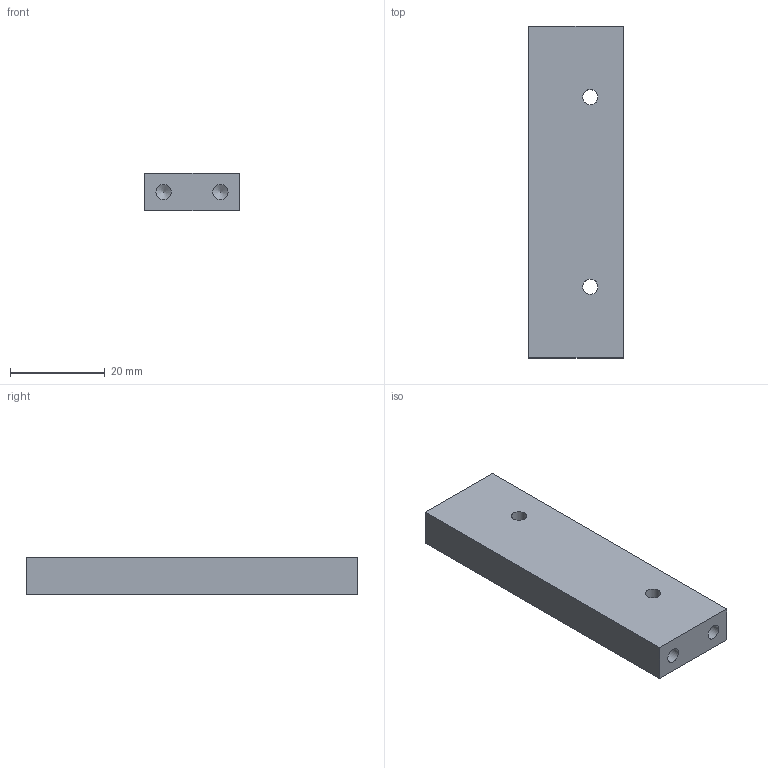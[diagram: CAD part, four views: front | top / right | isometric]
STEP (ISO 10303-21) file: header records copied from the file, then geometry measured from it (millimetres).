
FILE_DESCRIPTION(/* description */ (''),/* implementation_level */ '2;1');
FILE_NAME(/* name */ 'lower_camera_holder.stp',/* time_stamp */ '2019-02-14T14:59:43+03:00',/* author */ (''),/* organization */ (''),/* preprocessor_version */ 'ST-DEVELOPER v16.7',/* originating_system */ 'SIEMENS PLM Software NX 12.0',/* authorisation */ '');
FILE_SCHEMA (('AUTOMOTIVE_DESIGN { 1 0 10303 214 3 1 1 1 }'));
Length unit declared in the file: millimetre
Products named in the file (1): Lupa44EC0B44wzp5
Bounding box: 20 x 70 x 8 mm (x, y, z)
Volume: 10675 mm3; surface area: 4856.6 mm2
Topology: 1 solids, 1 shells, 16 faces, 42 edges, 28 vertices
Faces by surface type: plane 6, cylinder 6, cone 4
Full cylindrical faces by diameter (mm): 3.2 x6
Entity records: 432 total; most frequent: DIRECTION 70, CARTESIAN_POINT 65, ORIENTED_EDGE 48, FACE_BOUND 32, EDGE_LOOP 30, AXIS2_PLACEMENT_3D 29, VERTEX_POINT 24, EDGE_CURVE 24
